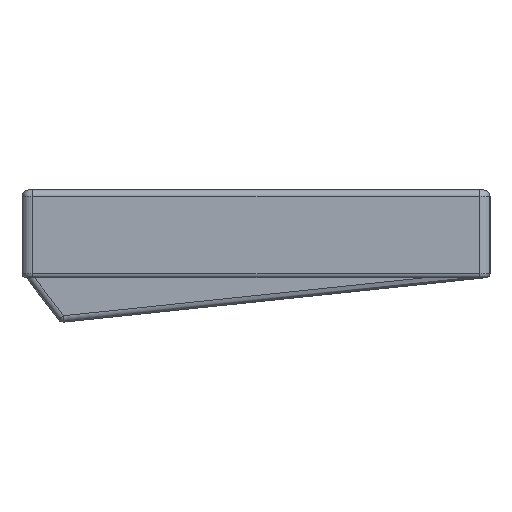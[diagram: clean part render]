
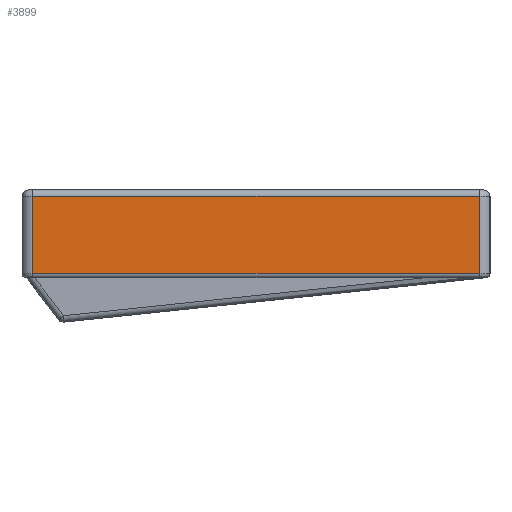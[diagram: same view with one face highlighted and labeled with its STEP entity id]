
A CAD part, left-side view. The second image highlights one B-rep face of the part: STEP entity #3899.
In plain terms, the highlighted planar face has unit normal (-1, 0, 0).
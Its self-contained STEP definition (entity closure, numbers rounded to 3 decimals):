
#461=FACE_OUTER_BOUND('',#700,.T.);
#700=EDGE_LOOP('',(#2785,#2786,#2787,#2788));
#995=LINE('',#6116,#1343);
#998=LINE('',#6148,#1346);
#1008=LINE('',#6175,#1356);
#1009=LINE('',#6176,#1357);
#1343=VECTOR('',#4790,10.);
#1346=VECTOR('',#4807,10.);
#1356=VECTOR('',#4831,10.);
#1357=VECTOR('',#4832,10.);
#1697=VERTEX_POINT('',#6110);
#1698=VERTEX_POINT('',#6114);
#1702=VERTEX_POINT('',#6146);
#1712=VERTEX_POINT('',#6174);
#2099=EDGE_CURVE('',#1697,#1698,#995,.T.);
#2107=EDGE_CURVE('',#1702,#1697,#998,.T.);
#2120=EDGE_CURVE('',#1712,#1702,#1008,.T.);
#2121=EDGE_CURVE('',#1698,#1712,#1009,.T.);
#2785=ORIENTED_EDGE('',*,*,#2099,.F.);
#2786=ORIENTED_EDGE('',*,*,#2107,.F.);
#2787=ORIENTED_EDGE('',*,*,#2120,.F.);
#2788=ORIENTED_EDGE('',*,*,#2121,.F.);
#3784=PLANE('',#4190);
#3899=ADVANCED_FACE('',(#461),#3784,.T.);
#4190=AXIS2_PLACEMENT_3D('',#6173,#4829,#4830);
#4790=DIRECTION('',(0.,-1.,0.));
#4807=DIRECTION('',(0.,0.,1.));
#4829=DIRECTION('center_axis',(-1.,0.,0.));
#4830=DIRECTION('ref_axis',(0.,0.,1.));
#4831=DIRECTION('',(0.,1.,0.));
#4832=DIRECTION('',(0.,0.,-1.));
#6110=CARTESIAN_POINT('',(-157.375,52.6,30.032));
#6114=CARTESIAN_POINT('',(-157.375,-52.6,30.032));
#6116=CARTESIAN_POINT('',(-157.375,-25.8,30.032));
#6146=CARTESIAN_POINT('',(-157.375,52.6,11.847));
#6148=CARTESIAN_POINT('',(-157.375,52.6,7.561));
#6173=CARTESIAN_POINT('Origin',(-157.375,0.,-0.002));
#6174=CARTESIAN_POINT('',(-157.375,-52.6,11.847));
#6175=CARTESIAN_POINT('',(-157.375,-139.881,11.847));
#6176=CARTESIAN_POINT('',(-157.375,-52.6,10.456));
